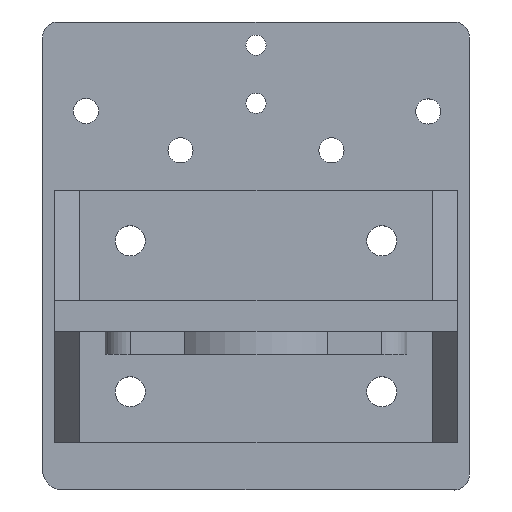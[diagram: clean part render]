
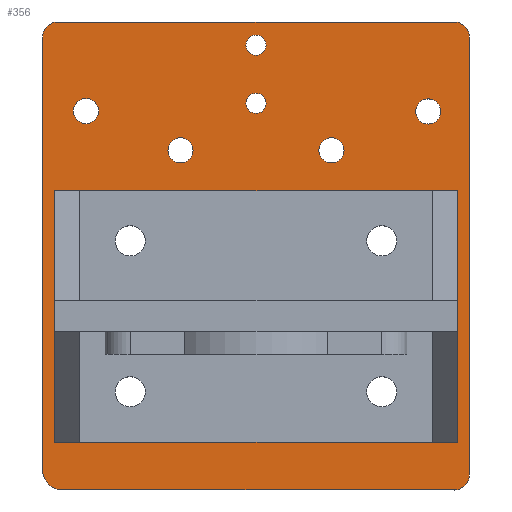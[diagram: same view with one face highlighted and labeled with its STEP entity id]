
A CAD part, top view. The second image highlights one B-rep face of the part: STEP entity #356.
In plain terms, the highlighted planar face has unit normal (0, 0, 1).
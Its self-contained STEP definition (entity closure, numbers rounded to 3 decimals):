
#148=FACE_BOUND('',#546,.T.);
#149=FACE_BOUND('',#547,.T.);
#150=FACE_BOUND('',#548,.T.);
#151=FACE_BOUND('',#549,.T.);
#152=FACE_BOUND('',#550,.T.);
#153=FACE_BOUND('',#551,.T.);
#154=FACE_BOUND('',#552,.T.);
#155=FACE_BOUND('',#553,.T.);
#156=FACE_BOUND('',#554,.T.);
#157=FACE_BOUND('',#555,.T.);
#158=FACE_BOUND('',#556,.T.);
#159=FACE_BOUND('',#557,.T.);
#160=FACE_BOUND('',#558,.T.);
#161=FACE_BOUND('',#559,.T.);
#162=FACE_BOUND('',#560,.T.);
#163=FACE_BOUND('',#561,.T.);
#164=FACE_BOUND('',#562,.T.);
#165=FACE_BOUND('',#563,.T.);
#256=CIRCLE('',#1530,3.);
#258=CIRCLE('',#1534,3.);
#260=CIRCLE('',#1538,4.);
#263=CIRCLE('',#1543,2.5);
#265=CIRCLE('',#1546,2.);
#267=CIRCLE('',#1549,2.5);
#269=CIRCLE('',#1552,2.5);
#271=CIRCLE('',#1555,2.5);
#273=CIRCLE('',#1558,2.5);
#275=CIRCLE('',#1561,2.5);
#277=CIRCLE('',#1564,2.5);
#279=CIRCLE('',#1567,2.5);
#281=CIRCLE('',#1570,2.);
#283=CIRCLE('',#1573,2.5);
#285=CIRCLE('',#1576,2.5);
#286=CIRCLE('',#1578,3.);
#289=CIRCLE('',#1582,2.5);
#294=CIRCLE('',#1589,3.);
#295=CIRCLE('',#1590,3.);
#296=CIRCLE('',#1591,3.);
#297=CIRCLE('',#1592,3.);
#356=ADVANCED_FACE('',(#148,#149,#150,#151,#152,#153,#154,#155,#156,#157,
#158,#159,#160,#161,#162,#163,#164,#165),#417,.F.);
#417=PLANE('',#1593);
#546=EDGE_LOOP('',(#733));
#547=EDGE_LOOP('',(#734));
#548=EDGE_LOOP('',(#735));
#549=EDGE_LOOP('',(#736));
#550=EDGE_LOOP('',(#737,#738,#739,#740,#741,#742,#743,#744));
#551=EDGE_LOOP('',(#745));
#552=EDGE_LOOP('',(#746));
#553=EDGE_LOOP('',(#747));
#554=EDGE_LOOP('',(#748));
#555=EDGE_LOOP('',(#749));
#556=EDGE_LOOP('',(#750));
#557=EDGE_LOOP('',(#751));
#558=EDGE_LOOP('',(#752));
#559=EDGE_LOOP('',(#753));
#560=EDGE_LOOP('',(#754));
#561=EDGE_LOOP('',(#755));
#562=EDGE_LOOP('',(#756));
#563=EDGE_LOOP('',(#757));
#733=ORIENTED_EDGE('',*,*,#1198,.T.);
#734=ORIENTED_EDGE('',*,*,#1199,.T.);
#735=ORIENTED_EDGE('',*,*,#1200,.T.);
#736=ORIENTED_EDGE('',*,*,#1201,.T.);
#737=ORIENTED_EDGE('',*,*,#1144,.F.);
#738=ORIENTED_EDGE('',*,*,#1190,.F.);
#739=ORIENTED_EDGE('',*,*,#1163,.F.);
#740=ORIENTED_EDGE('',*,*,#1160,.F.);
#741=ORIENTED_EDGE('',*,*,#1157,.F.);
#742=ORIENTED_EDGE('',*,*,#1154,.F.);
#743=ORIENTED_EDGE('',*,*,#1151,.F.);
#744=ORIENTED_EDGE('',*,*,#1148,.F.);
#745=ORIENTED_EDGE('',*,*,#1189,.F.);
#746=ORIENTED_EDGE('',*,*,#1187,.F.);
#747=ORIENTED_EDGE('',*,*,#1185,.F.);
#748=ORIENTED_EDGE('',*,*,#1183,.F.);
#749=ORIENTED_EDGE('',*,*,#1181,.F.);
#750=ORIENTED_EDGE('',*,*,#1179,.F.);
#751=ORIENTED_EDGE('',*,*,#1177,.F.);
#752=ORIENTED_EDGE('',*,*,#1175,.F.);
#753=ORIENTED_EDGE('',*,*,#1173,.F.);
#754=ORIENTED_EDGE('',*,*,#1171,.F.);
#755=ORIENTED_EDGE('',*,*,#1169,.F.);
#756=ORIENTED_EDGE('',*,*,#1167,.F.);
#757=ORIENTED_EDGE('',*,*,#1193,.F.);
#1010=VERTEX_POINT('',#2105);
#1011=VERTEX_POINT('',#2106);
#1014=VERTEX_POINT('',#2114);
#1016=VERTEX_POINT('',#2120);
#1018=VERTEX_POINT('',#2126);
#1020=VERTEX_POINT('',#2132);
#1022=VERTEX_POINT('',#2138);
#1024=VERTEX_POINT('',#2144);
#1027=VERTEX_POINT('',#2152);
#1029=VERTEX_POINT('',#2157);
#1031=VERTEX_POINT('',#2162);
#1033=VERTEX_POINT('',#2167);
#1035=VERTEX_POINT('',#2172);
#1037=VERTEX_POINT('',#2177);
#1039=VERTEX_POINT('',#2182);
#1041=VERTEX_POINT('',#2187);
#1043=VERTEX_POINT('',#2192);
#1045=VERTEX_POINT('',#2197);
#1047=VERTEX_POINT('',#2202);
#1049=VERTEX_POINT('',#2207);
#1051=VERTEX_POINT('',#2215);
#1056=VERTEX_POINT('',#2227);
#1057=VERTEX_POINT('',#2229);
#1058=VERTEX_POINT('',#2231);
#1059=VERTEX_POINT('',#2233);
#1144=EDGE_CURVE('',#1010,#1011,#1324,.T.);
#1148=EDGE_CURVE('',#1011,#1014,#256,.T.);
#1151=EDGE_CURVE('',#1014,#1016,#1329,.T.);
#1154=EDGE_CURVE('',#1016,#1018,#258,.T.);
#1157=EDGE_CURVE('',#1018,#1020,#1333,.T.);
#1160=EDGE_CURVE('',#1020,#1022,#260,.T.);
#1163=EDGE_CURVE('',#1022,#1024,#1337,.T.);
#1167=EDGE_CURVE('',#1027,#1027,#263,.T.);
#1169=EDGE_CURVE('',#1029,#1029,#265,.T.);
#1171=EDGE_CURVE('',#1031,#1031,#267,.T.);
#1173=EDGE_CURVE('',#1033,#1033,#269,.T.);
#1175=EDGE_CURVE('',#1035,#1035,#271,.T.);
#1177=EDGE_CURVE('',#1037,#1037,#273,.T.);
#1179=EDGE_CURVE('',#1039,#1039,#275,.T.);
#1181=EDGE_CURVE('',#1041,#1041,#277,.T.);
#1183=EDGE_CURVE('',#1043,#1043,#279,.T.);
#1185=EDGE_CURVE('',#1045,#1045,#281,.T.);
#1187=EDGE_CURVE('',#1047,#1047,#283,.T.);
#1189=EDGE_CURVE('',#1049,#1049,#285,.T.);
#1190=EDGE_CURVE('',#1024,#1010,#286,.T.);
#1193=EDGE_CURVE('',#1051,#1051,#289,.T.);
#1198=EDGE_CURVE('',#1056,#1056,#294,.T.);
#1199=EDGE_CURVE('',#1057,#1057,#295,.T.);
#1200=EDGE_CURVE('',#1058,#1058,#296,.T.);
#1201=EDGE_CURVE('',#1059,#1059,#297,.T.);
#1324=LINE('',#2104,#1426);
#1329=LINE('',#2119,#1431);
#1333=LINE('',#2131,#1435);
#1337=LINE('',#2143,#1439);
#1426=VECTOR('',#1687,1.);
#1431=VECTOR('',#1700,1.);
#1435=VECTOR('',#1712,1.);
#1439=VECTOR('',#1724,1.);
#1530=AXIS2_PLACEMENT_3D('',#2113,#1693,#1694);
#1534=AXIS2_PLACEMENT_3D('',#2125,#1705,#1706);
#1538=AXIS2_PLACEMENT_3D('',#2137,#1717,#1718);
#1543=AXIS2_PLACEMENT_3D('',#2151,#1731,#1732);
#1546=AXIS2_PLACEMENT_3D('',#2156,#1737,#1738);
#1549=AXIS2_PLACEMENT_3D('',#2161,#1743,#1744);
#1552=AXIS2_PLACEMENT_3D('',#2166,#1749,#1750);
#1555=AXIS2_PLACEMENT_3D('',#2171,#1755,#1756);
#1558=AXIS2_PLACEMENT_3D('',#2176,#1761,#1762);
#1561=AXIS2_PLACEMENT_3D('',#2181,#1767,#1768);
#1564=AXIS2_PLACEMENT_3D('',#2186,#1773,#1774);
#1567=AXIS2_PLACEMENT_3D('',#2191,#1779,#1780);
#1570=AXIS2_PLACEMENT_3D('',#2196,#1785,#1786);
#1573=AXIS2_PLACEMENT_3D('',#2201,#1791,#1792);
#1576=AXIS2_PLACEMENT_3D('',#2206,#1797,#1798);
#1578=AXIS2_PLACEMENT_3D('',#2209,#1801,#1802);
#1582=AXIS2_PLACEMENT_3D('',#2214,#1809,#1810);
#1589=AXIS2_PLACEMENT_3D('',#2226,#1823,#1824);
#1590=AXIS2_PLACEMENT_3D('',#2228,#1825,#1826);
#1591=AXIS2_PLACEMENT_3D('',#2230,#1827,#1828);
#1592=AXIS2_PLACEMENT_3D('',#2232,#1829,#1830);
#1593=AXIS2_PLACEMENT_3D('',#2234,#1831,#1832);
#1687=DIRECTION('',(1.,0.,0.));
#1693=DIRECTION('',(0.,0.,-1.));
#1694=DIRECTION('',(1.,0.,0.));
#1700=DIRECTION('',(0.,-1.,0.));
#1705=DIRECTION('',(0.,0.,-1.));
#1706=DIRECTION('',(1.,0.,0.));
#1712=DIRECTION('',(-1.,0.,0.));
#1717=DIRECTION('',(0.,0.,-1.));
#1718=DIRECTION('',(1.,0.,0.));
#1724=DIRECTION('',(0.,1.,0.));
#1731=DIRECTION('',(0.,0.,1.));
#1732=DIRECTION('',(1.,0.,0.));
#1737=DIRECTION('',(0.,0.,1.));
#1738=DIRECTION('',(1.,0.,0.));
#1743=DIRECTION('',(0.,0.,1.));
#1744=DIRECTION('',(1.,0.,0.));
#1749=DIRECTION('',(0.,0.,1.));
#1750=DIRECTION('',(1.,0.,0.));
#1755=DIRECTION('',(0.,0.,1.));
#1756=DIRECTION('',(1.,0.,0.));
#1761=DIRECTION('',(0.,0.,1.));
#1762=DIRECTION('',(1.,0.,0.));
#1767=DIRECTION('',(0.,0.,1.));
#1768=DIRECTION('',(1.,0.,0.));
#1773=DIRECTION('',(0.,0.,1.));
#1774=DIRECTION('',(1.,0.,0.));
#1779=DIRECTION('',(0.,0.,1.));
#1780=DIRECTION('',(1.,0.,0.));
#1785=DIRECTION('',(0.,0.,1.));
#1786=DIRECTION('',(1.,0.,0.));
#1791=DIRECTION('',(0.,0.,1.));
#1792=DIRECTION('',(1.,0.,0.));
#1797=DIRECTION('',(0.,0.,1.));
#1798=DIRECTION('',(1.,0.,0.));
#1801=DIRECTION('',(0.,0.,-1.));
#1802=DIRECTION('',(1.,0.,0.));
#1809=DIRECTION('',(0.,0.,1.));
#1810=DIRECTION('',(1.,0.,0.));
#1823=DIRECTION('',(0.,0.,-1.));
#1824=DIRECTION('',(-1.,0.,0.));
#1825=DIRECTION('',(0.,0.,-1.));
#1826=DIRECTION('',(-1.,0.,0.));
#1827=DIRECTION('',(0.,0.,-1.));
#1828=DIRECTION('',(-1.,0.,0.));
#1829=DIRECTION('',(0.,0.,-1.));
#1830=DIRECTION('',(-1.,0.,0.));
#1831=DIRECTION('',(0.,0.,-1.));
#1832=DIRECTION('',(-1.,0.,0.));
#2104=CARTESIAN_POINT('',(-39.4,46.5,0.));
#2105=CARTESIAN_POINT('',(-39.4,46.5,0.));
#2106=CARTESIAN_POINT('',(39.4,46.5,0.));
#2113=CARTESIAN_POINT('',(39.4,43.5,0.));
#2114=CARTESIAN_POINT('',(42.4,43.5,0.));
#2119=CARTESIAN_POINT('',(42.4,43.5,0.));
#2120=CARTESIAN_POINT('',(42.4,-43.5,0.));
#2125=CARTESIAN_POINT('',(39.4,-43.5,0.));
#2126=CARTESIAN_POINT('',(39.4,-46.5,0.));
#2131=CARTESIAN_POINT('',(39.4,-46.5,0.));
#2132=CARTESIAN_POINT('',(-38.4,-46.5,0.));
#2137=CARTESIAN_POINT('',(-38.4,-42.5,0.));
#2138=CARTESIAN_POINT('',(-42.4,-42.5,0.));
#2143=CARTESIAN_POINT('',(-42.4,-42.5,0.));
#2144=CARTESIAN_POINT('',(-42.4,43.5,0.));
#2151=CARTESIAN_POINT('',(34.219,-32.621,0.));
#2152=CARTESIAN_POINT('',(36.719,-32.621,0.));
#2156=CARTESIAN_POINT('',(0.001,41.909,0.));
#2157=CARTESIAN_POINT('',(2.001,41.909,0.));
#2161=CARTESIAN_POINT('',(14.998,21.,0.));
#2162=CARTESIAN_POINT('',(17.498,21.,0.));
#2166=CARTESIAN_POINT('',(34.212,28.724,0.));
#2167=CARTESIAN_POINT('',(36.712,28.724,0.));
#2171=CARTESIAN_POINT('',(-33.788,28.803,0.));
#2172=CARTESIAN_POINT('',(-31.288,28.803,0.));
#2176=CARTESIAN_POINT('',(34.215,-2.149,0.));
#2177=CARTESIAN_POINT('',(36.715,-2.149,0.));
#2181=CARTESIAN_POINT('',(-33.781,-32.629,0.));
#2182=CARTESIAN_POINT('',(-31.281,-32.629,0.));
#2186=CARTESIAN_POINT('',(0.023,-32.625,0.));
#2187=CARTESIAN_POINT('',(2.523,-32.625,0.));
#2191=CARTESIAN_POINT('',(-33.785,-2.157,0.));
#2192=CARTESIAN_POINT('',(-31.285,-2.157,0.));
#2196=CARTESIAN_POINT('',(0.002,30.322,0.));
#2197=CARTESIAN_POINT('',(2.002,30.322,0.));
#2201=CARTESIAN_POINT('',(-15.002,-17.,0.));
#2202=CARTESIAN_POINT('',(-12.502,-17.,0.));
#2206=CARTESIAN_POINT('',(14.998,-17.,0.));
#2207=CARTESIAN_POINT('',(17.498,-17.,0.));
#2209=CARTESIAN_POINT('',(-39.4,43.5,0.));
#2214=CARTESIAN_POINT('',(-15.002,21.,0.));
#2215=CARTESIAN_POINT('',(-12.502,21.,0.));
#2226=CARTESIAN_POINT('',(-25.,-27.,0.));
#2227=CARTESIAN_POINT('',(-28.,-27.,0.));
#2228=CARTESIAN_POINT('',(25.,-27.,0.));
#2229=CARTESIAN_POINT('',(22.,-27.,0.));
#2230=CARTESIAN_POINT('',(25.,3.,0.));
#2231=CARTESIAN_POINT('',(22.,3.,0.));
#2232=CARTESIAN_POINT('',(-25.,3.,0.));
#2233=CARTESIAN_POINT('',(-28.,3.,0.));
#2234=CARTESIAN_POINT('',(39.4,43.5,0.));
